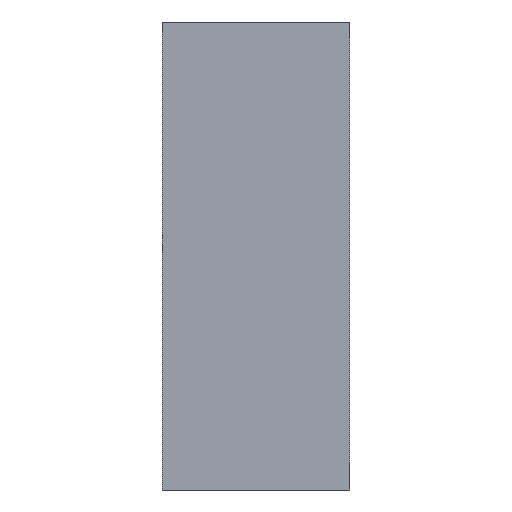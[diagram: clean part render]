
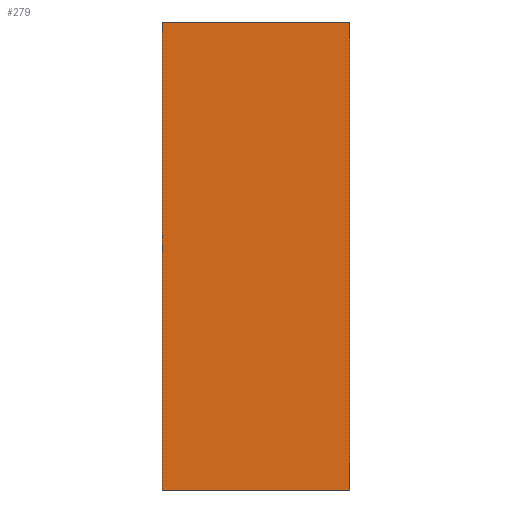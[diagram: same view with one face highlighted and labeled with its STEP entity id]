
A CAD part, left-side view. The second image highlights one B-rep face of the part: STEP entity #279.
In plain terms, the highlighted planar face has unit normal (-1, 0, 0).
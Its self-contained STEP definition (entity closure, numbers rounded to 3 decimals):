
#21 = LINE ( 'NONE', #728, #72 ) ;
#68 = CARTESIAN_POINT ( 'NONE',  ( 0., 10., -25. ) ) ;
#72 = VECTOR ( 'NONE', #1748, 1000. ) ;
#122 = VERTEX_POINT ( 'NONE', #1619 ) ;
#279 = ADVANCED_FACE ( 'NONE', ( #957 ), #536, .F. ) ;
#292 = CARTESIAN_POINT ( 'NONE',  ( 0., 0., -25. ) ) ;
#307 = AXIS2_PLACEMENT_3D ( 'NONE', #1800, #1168, #1491 ) ;
#337 = VECTOR ( 'NONE', #1343, 1000. ) ;
#536 = PLANE ( 'NONE',  #307 ) ;
#547 = LINE ( 'NONE', #690, #1834 ) ;
#589 = ORIENTED_EDGE ( 'NONE', *, *, #755, .F. ) ;
#671 = ORIENTED_EDGE ( 'NONE', *, *, #936, .F. ) ;
#690 = CARTESIAN_POINT ( 'NONE',  ( 0., 0., 0. ) ) ;
#728 = CARTESIAN_POINT ( 'NONE',  ( 0., 10., 0. ) ) ;
#755 = EDGE_CURVE ( 'NONE', #768, #1999, #21, .T. ) ;
#760 = EDGE_CURVE ( 'NONE', #122, #1953, #1494, .T. ) ;
#768 = VERTEX_POINT ( 'NONE', #1412 ) ;
#824 = LINE ( 'NONE', #1794, #1094 ) ;
#847 = ORIENTED_EDGE ( 'NONE', *, *, #1497, .T. ) ;
#936 = EDGE_CURVE ( 'NONE', #122, #768, #824, .T. ) ;
#957 = FACE_OUTER_BOUND ( 'NONE', #1547, .T. ) ;
#1094 = VECTOR ( 'NONE', #1181, 1000. ) ;
#1168 = DIRECTION ( 'NONE',  ( 1., 0., 0. ) ) ;
#1181 = DIRECTION ( 'NONE',  ( 0., 0., 1. ) ) ;
#1343 = DIRECTION ( 'NONE',  ( 0., -1., 0. ) ) ;
#1412 = CARTESIAN_POINT ( 'NONE',  ( 0., 10., 0. ) ) ;
#1491 = DIRECTION ( 'NONE',  ( 0., 0., -1. ) ) ;
#1494 = LINE ( 'NONE', #68, #337 ) ;
#1497 = EDGE_CURVE ( 'NONE', #1953, #1999, #547, .T. ) ;
#1547 = EDGE_LOOP ( 'NONE', ( #847, #589, #671, #1553 ) ) ;
#1553 = ORIENTED_EDGE ( 'NONE', *, *, #760, .T. ) ;
#1605 = DIRECTION ( 'NONE',  ( 0., 0., 1. ) ) ;
#1619 = CARTESIAN_POINT ( 'NONE',  ( 0., 10., -25. ) ) ;
#1716 = CARTESIAN_POINT ( 'NONE',  ( 0., 0., 0. ) ) ;
#1748 = DIRECTION ( 'NONE',  ( 0., -1., 0. ) ) ;
#1794 = CARTESIAN_POINT ( 'NONE',  ( 0., 10., 0. ) ) ;
#1800 = CARTESIAN_POINT ( 'NONE',  ( 0., 10., 0. ) ) ;
#1834 = VECTOR ( 'NONE', #1605, 1000. ) ;
#1953 = VERTEX_POINT ( 'NONE', #292 ) ;
#1999 = VERTEX_POINT ( 'NONE', #1716 ) ;
